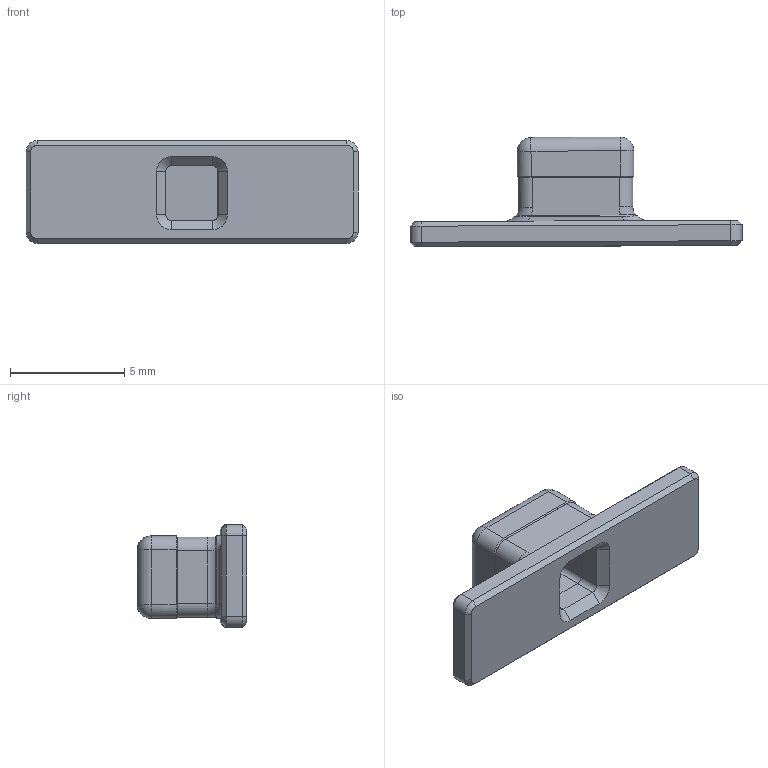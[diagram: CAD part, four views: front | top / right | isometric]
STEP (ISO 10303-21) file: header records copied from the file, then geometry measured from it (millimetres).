
FILE_DESCRIPTION(/* description */ (''),/* implementation_level */ '2;1');
FILE_NAME(/* name */ 'Power Switch.step',/* time_stamp */ '2025-09-21T18:53:28-04:00',/* author */ (''),/* organization */ (''),/* preprocessor_version */ 'ST-DEVELOPER v20.1',/* originating_system */ 'Autodesk Translation Framework v14.17.0.0',/* authorisation */ '');
FILE_SCHEMA (('AUTOMOTIVE_DESIGN { 1 0 10303 214 3 1 1 }'));
Length unit declared in the file: millimetre
Products named in the file (1): Power Switch
Bounding box: 14.52 x 4.8 x 4.5 mm (x, y, z)
Volume: 110.4 mm3; surface area: 300.7 mm2
Topology: 3 solids, 3 shells, 130 faces, 310 edges, 188 vertices
Faces by surface type: plane 54, cylinder 32, bspline 28, torus 8, sphere 4, cone 4
Entity records: 4245 total; most frequent: CARTESIAN_POINT 1385, ORIENTED_EDGE 620, DIRECTION 514, EDGE_CURVE 310, VERTEX_POINT 188, LINE 180, VECTOR 180, AXIS2_PLACEMENT_3D 167
